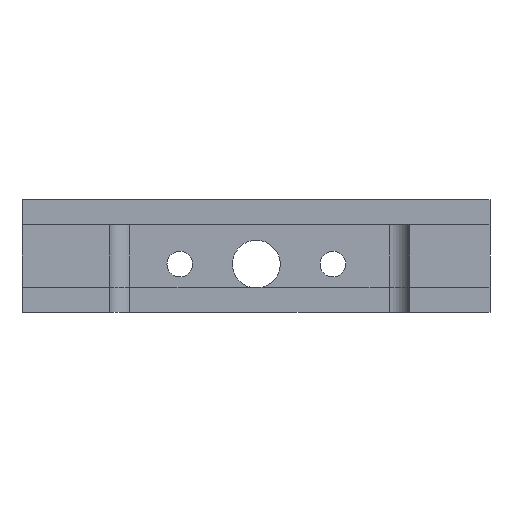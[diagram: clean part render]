
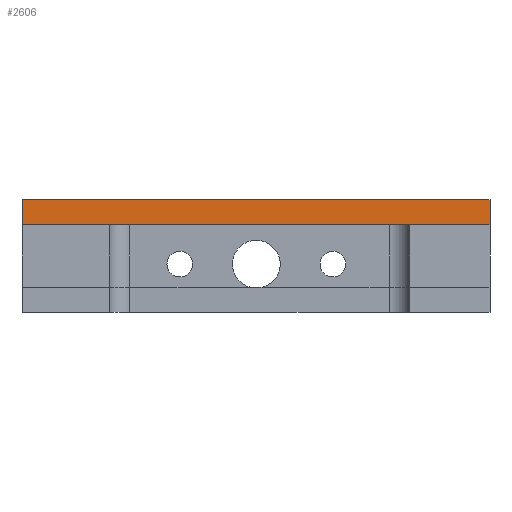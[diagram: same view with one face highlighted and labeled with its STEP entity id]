
A CAD part, left-side view. The second image highlights one B-rep face of the part: STEP entity #2606.
In plain terms, the highlighted planar face has unit normal (-1, 0, 0).
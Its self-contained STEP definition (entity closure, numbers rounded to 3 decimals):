
#98 = VERTEX_POINT('',#99);
#99 = CARTESIAN_POINT('',(131.6,-75.05,5.));
#113 = PLANE('',#114);
#114 = AXIS2_PLACEMENT_3D('',#115,#116,#117);
#115 = CARTESIAN_POINT('',(131.6,-75.05,0.));
#116 = DIRECTION('',(1.,0.,0.));
#117 = DIRECTION('',(0.,-1.,0.));
#141 = PLANE('',#142);
#142 = AXIS2_PLACEMENT_3D('',#143,#144,#145);
#143 = CARTESIAN_POINT('',(131.6,-75.05,5.));
#144 = DIRECTION('',(0.,1.,0.));
#145 = DIRECTION('',(1.,0.,0.));
#671 = EDGE_CURVE('',#98,#672,#674,.T.);
#672 = VERTEX_POINT('',#673);
#673 = CARTESIAN_POINT('',(131.6,-75.05,7.));
#674 = SURFACE_CURVE('',#675,(#679,#686),.PCURVE_S1.);
#675 = LINE('',#676,#677);
#676 = CARTESIAN_POINT('',(131.6,-75.05,5.));
#677 = VECTOR('',#678,1.);
#678 = DIRECTION('',(0.,0.,1.));
#679 = PCURVE('',#141,#680);
#680 = DEFINITIONAL_REPRESENTATION('',(#681),#685);
#681 = LINE('',#682,#683);
#682 = CARTESIAN_POINT('',(0.,0.));
#683 = VECTOR('',#684,1.);
#684 = DIRECTION('',(0.,-1.));
#685 = ( GEOMETRIC_REPRESENTATION_CONTEXT(2) 
PARAMETRIC_REPRESENTATION_CONTEXT() REPRESENTATION_CONTEXT('2D SPACE',''
  ) );
#686 = PCURVE('',#687,#692);
#687 = PLANE('',#688);
#688 = AXIS2_PLACEMENT_3D('',#689,#690,#691);
#689 = CARTESIAN_POINT('',(131.6,-112.4,5.));
#690 = DIRECTION('',(-1.,0.,0.));
#691 = DIRECTION('',(0.,1.,0.));
#692 = DEFINITIONAL_REPRESENTATION('',(#693),#697);
#693 = LINE('',#694,#695);
#694 = CARTESIAN_POINT('',(37.35,0.));
#695 = VECTOR('',#696,1.);
#696 = DIRECTION('',(0.,-1.));
#697 = ( GEOMETRIC_REPRESENTATION_CONTEXT(2) 
PARAMETRIC_REPRESENTATION_CONTEXT() REPRESENTATION_CONTEXT('2D SPACE',''
  ) );
#715 = PLANE('',#716);
#716 = AXIS2_PLACEMENT_3D('',#717,#718,#719);
#717 = CARTESIAN_POINT('',(150.,-93.725,7.));
#718 = DIRECTION('',(-0.,-0.,-1.));
#719 = DIRECTION('',(-1.,0.,0.));
#753 = EDGE_CURVE('',#98,#754,#756,.T.);
#754 = VERTEX_POINT('',#755);
#755 = CARTESIAN_POINT('',(131.6,-82.,5.));
#756 = SURFACE_CURVE('',#757,(#761,#768),.PCURVE_S1.);
#757 = LINE('',#758,#759);
#758 = CARTESIAN_POINT('',(131.6,-75.05,5.));
#759 = VECTOR('',#760,1.);
#760 = DIRECTION('',(0.,-1.,0.));
#761 = PCURVE('',#113,#762);
#762 = DEFINITIONAL_REPRESENTATION('',(#763),#767);
#763 = LINE('',#764,#765);
#764 = CARTESIAN_POINT('',(0.,-5.));
#765 = VECTOR('',#766,1.);
#766 = DIRECTION('',(1.,0.));
#767 = ( GEOMETRIC_REPRESENTATION_CONTEXT(2) 
PARAMETRIC_REPRESENTATION_CONTEXT() REPRESENTATION_CONTEXT('2D SPACE',''
  ) );
#768 = PCURVE('',#687,#769);
#769 = DEFINITIONAL_REPRESENTATION('',(#770),#774);
#770 = LINE('',#771,#772);
#771 = CARTESIAN_POINT('',(37.35,0.));
#772 = VECTOR('',#773,1.);
#773 = DIRECTION('',(-1.,0.));
#774 = ( GEOMETRIC_REPRESENTATION_CONTEXT(2) 
PARAMETRIC_REPRESENTATION_CONTEXT() REPRESENTATION_CONTEXT('2D SPACE',''
  ) );
#2545 = PLANE('',#2546);
#2546 = AXIS2_PLACEMENT_3D('',#2547,#2548,#2549);
#2547 = CARTESIAN_POINT('',(168.4,-112.4,5.));
#2548 = DIRECTION('',(0.,-1.,0.));
#2549 = DIRECTION('',(-1.,0.,0.));
#2606 = ADVANCED_FACE('',(#2607),#687,.T.);
#2607 = FACE_BOUND('',#2608,.T.);
#2608 = EDGE_LOOP('',(#2609,#2634,#2655,#2656,#2657,#2685));
#2609 = ORIENTED_EDGE('',*,*,#2610,.T.);
#2610 = EDGE_CURVE('',#2611,#2613,#2615,.T.);
#2611 = VERTEX_POINT('',#2612);
#2612 = CARTESIAN_POINT('',(131.6,-112.4,5.));
#2613 = VERTEX_POINT('',#2614);
#2614 = CARTESIAN_POINT('',(131.6,-112.4,7.));
#2615 = SURFACE_CURVE('',#2616,(#2620,#2627),.PCURVE_S1.);
#2616 = LINE('',#2617,#2618);
#2617 = CARTESIAN_POINT('',(131.6,-112.4,5.));
#2618 = VECTOR('',#2619,1.);
#2619 = DIRECTION('',(0.,0.,1.));
#2620 = PCURVE('',#687,#2621);
#2621 = DEFINITIONAL_REPRESENTATION('',(#2622),#2626);
#2622 = LINE('',#2623,#2624);
#2623 = CARTESIAN_POINT('',(0.,0.));
#2624 = VECTOR('',#2625,1.);
#2625 = DIRECTION('',(0.,-1.));
#2626 = ( GEOMETRIC_REPRESENTATION_CONTEXT(2) 
PARAMETRIC_REPRESENTATION_CONTEXT() REPRESENTATION_CONTEXT('2D SPACE',''
  ) );
#2627 = PCURVE('',#2545,#2628);
#2628 = DEFINITIONAL_REPRESENTATION('',(#2629),#2633);
#2629 = LINE('',#2630,#2631);
#2630 = CARTESIAN_POINT('',(36.8,0.));
#2631 = VECTOR('',#2632,1.);
#2632 = DIRECTION('',(0.,-1.));
#2633 = ( GEOMETRIC_REPRESENTATION_CONTEXT(2) 
PARAMETRIC_REPRESENTATION_CONTEXT() REPRESENTATION_CONTEXT('2D SPACE',''
  ) );
#2634 = ORIENTED_EDGE('',*,*,#2635,.T.);
#2635 = EDGE_CURVE('',#2613,#672,#2636,.T.);
#2636 = SURFACE_CURVE('',#2637,(#2641,#2648),.PCURVE_S1.);
#2637 = LINE('',#2638,#2639);
#2638 = CARTESIAN_POINT('',(131.6,-112.4,7.));
#2639 = VECTOR('',#2640,1.);
#2640 = DIRECTION('',(0.,1.,0.));
#2641 = PCURVE('',#687,#2642);
#2642 = DEFINITIONAL_REPRESENTATION('',(#2643),#2647);
#2643 = LINE('',#2644,#2645);
#2644 = CARTESIAN_POINT('',(0.,-2.));
#2645 = VECTOR('',#2646,1.);
#2646 = DIRECTION('',(1.,0.));
#2647 = ( GEOMETRIC_REPRESENTATION_CONTEXT(2) 
PARAMETRIC_REPRESENTATION_CONTEXT() REPRESENTATION_CONTEXT('2D SPACE',''
  ) );
#2648 = PCURVE('',#715,#2649);
#2649 = DEFINITIONAL_REPRESENTATION('',(#2650),#2654);
#2650 = LINE('',#2651,#2652);
#2651 = CARTESIAN_POINT('',(18.4,-18.675));
#2652 = VECTOR('',#2653,1.);
#2653 = DIRECTION('',(0.,1.));
#2654 = ( GEOMETRIC_REPRESENTATION_CONTEXT(2) 
PARAMETRIC_REPRESENTATION_CONTEXT() REPRESENTATION_CONTEXT('2D SPACE',''
  ) );
#2655 = ORIENTED_EDGE('',*,*,#671,.F.);
#2656 = ORIENTED_EDGE('',*,*,#753,.T.);
#2657 = ORIENTED_EDGE('',*,*,#2658,.F.);
#2658 = EDGE_CURVE('',#2659,#754,#2661,.T.);
#2659 = VERTEX_POINT('',#2660);
#2660 = CARTESIAN_POINT('',(131.6,-106.,5.));
#2661 = SURFACE_CURVE('',#2662,(#2666,#2673),.PCURVE_S1.);
#2662 = LINE('',#2663,#2664);
#2663 = CARTESIAN_POINT('',(131.6,-112.4,5.));
#2664 = VECTOR('',#2665,1.);
#2665 = DIRECTION('',(0.,1.,0.));
#2666 = PCURVE('',#687,#2667);
#2667 = DEFINITIONAL_REPRESENTATION('',(#2668),#2672);
#2668 = LINE('',#2669,#2670);
#2669 = CARTESIAN_POINT('',(0.,0.));
#2670 = VECTOR('',#2671,1.);
#2671 = DIRECTION('',(1.,0.));
#2672 = ( GEOMETRIC_REPRESENTATION_CONTEXT(2) 
PARAMETRIC_REPRESENTATION_CONTEXT() REPRESENTATION_CONTEXT('2D SPACE',''
  ) );
#2673 = PCURVE('',#2674,#2679);
#2674 = PLANE('',#2675);
#2675 = AXIS2_PLACEMENT_3D('',#2676,#2677,#2678);
#2676 = CARTESIAN_POINT('',(150.,-93.725,5.));
#2677 = DIRECTION('',(-0.,-0.,-1.));
#2678 = DIRECTION('',(-1.,0.,0.));
#2679 = DEFINITIONAL_REPRESENTATION('',(#2680),#2684);
#2680 = LINE('',#2681,#2682);
#2681 = CARTESIAN_POINT('',(18.4,-18.675));
#2682 = VECTOR('',#2683,1.);
#2683 = DIRECTION('',(0.,1.));
#2684 = ( GEOMETRIC_REPRESENTATION_CONTEXT(2) 
PARAMETRIC_REPRESENTATION_CONTEXT() REPRESENTATION_CONTEXT('2D SPACE',''
  ) );
#2685 = ORIENTED_EDGE('',*,*,#2686,.T.);
#2686 = EDGE_CURVE('',#2659,#2611,#2687,.T.);
#2687 = SURFACE_CURVE('',#2688,(#2692,#2699),.PCURVE_S1.);
#2688 = LINE('',#2689,#2690);
#2689 = CARTESIAN_POINT('',(131.6,-106.,5.));
#2690 = VECTOR('',#2691,1.);
#2691 = DIRECTION('',(0.,-1.,0.));
#2692 = PCURVE('',#687,#2693);
#2693 = DEFINITIONAL_REPRESENTATION('',(#2694),#2698);
#2694 = LINE('',#2695,#2696);
#2695 = CARTESIAN_POINT('',(6.4,0.));
#2696 = VECTOR('',#2697,1.);
#2697 = DIRECTION('',(-1.,0.));
#2698 = ( GEOMETRIC_REPRESENTATION_CONTEXT(2) 
PARAMETRIC_REPRESENTATION_CONTEXT() REPRESENTATION_CONTEXT('2D SPACE',''
  ) );
#2699 = PCURVE('',#2700,#2705);
#2700 = PLANE('',#2701);
#2701 = AXIS2_PLACEMENT_3D('',#2702,#2703,#2704);
#2702 = CARTESIAN_POINT('',(131.6,-106.,0.));
#2703 = DIRECTION('',(1.,0.,0.));
#2704 = DIRECTION('',(0.,-1.,0.));
#2705 = DEFINITIONAL_REPRESENTATION('',(#2706),#2710);
#2706 = LINE('',#2707,#2708);
#2707 = CARTESIAN_POINT('',(0.,-5.));
#2708 = VECTOR('',#2709,1.);
#2709 = DIRECTION('',(1.,0.));
#2710 = ( GEOMETRIC_REPRESENTATION_CONTEXT(2) 
PARAMETRIC_REPRESENTATION_CONTEXT() REPRESENTATION_CONTEXT('2D SPACE',''
  ) );
